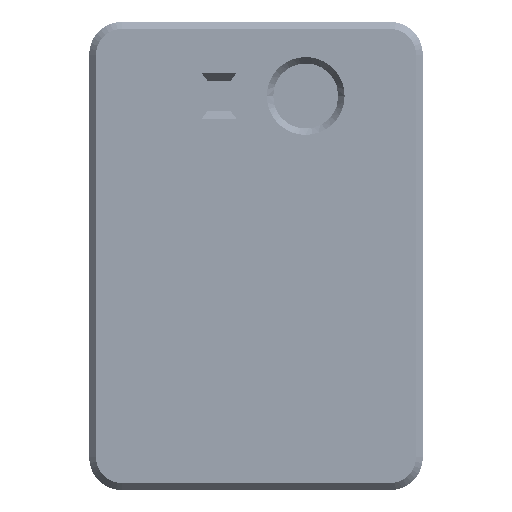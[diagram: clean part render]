
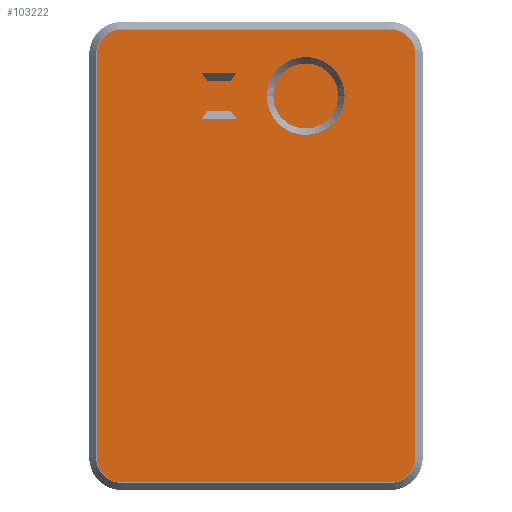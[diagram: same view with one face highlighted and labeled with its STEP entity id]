
A CAD part, top view. The second image highlights one B-rep face of the part: STEP entity #103222.
In plain terms, the highlighted planar face has unit normal (0, 0, 1).
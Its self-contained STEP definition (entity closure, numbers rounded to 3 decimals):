
#102298=CARTESIAN_POINT('',(14.,25.5,0.35));
#102299=DIRECTION('',(0.,0.,1.));
#102300=DIRECTION('',(1.,0.,0.));
#102301=AXIS2_PLACEMENT_3D('',#102298,#102299,#102300);
#102303=DIRECTION('',(0.,1.,0.));
#102304=VECTOR('',#102303,42.);
#102305=CARTESIAN_POINT('',(16.6,-16.5,0.35));
#102306=LINE('',#102305,#102304);
#102307=CARTESIAN_POINT('',(14.,-16.5,0.35));
#102308=DIRECTION('',(0.,0.,1.));
#102309=DIRECTION('',(0.,-1.,0.));
#102310=AXIS2_PLACEMENT_3D('',#102307,#102308,#102309);
#102312=DIRECTION('',(1.,0.,0.));
#102313=VECTOR('',#102312,28.);
#102314=CARTESIAN_POINT('',(-14.,-19.1,0.35));
#102315=LINE('',#102314,#102313);
#102316=CARTESIAN_POINT('',(-14.,-16.5,0.35));
#102317=DIRECTION('',(0.,0.,1.));
#102318=DIRECTION('',(-1.,0.,0.));
#102319=AXIS2_PLACEMENT_3D('',#102316,#102317,#102318);
#102321=DIRECTION('',(0.,-1.,0.));
#102322=VECTOR('',#102321,42.);
#102323=CARTESIAN_POINT('',(-16.6,25.5,0.35));
#102324=LINE('',#102323,#102322);
#102325=CARTESIAN_POINT('',(-14.,25.5,0.35));
#102326=DIRECTION('',(0.,0.,1.));
#102327=DIRECTION('',(0.,1.,0.));
#102328=AXIS2_PLACEMENT_3D('',#102325,#102326,#102327);
#102330=DIRECTION('',(-1.,0.,0.));
#102331=VECTOR('',#102330,28.);
#102332=CARTESIAN_POINT('',(14.,28.1,0.35));
#102333=LINE('',#102332,#102331);
#102695=CARTESIAN_POINT('',(16.6,25.5,0.35));
#102696=VERTEX_POINT('',#102695);
#102697=CARTESIAN_POINT('',(14.,28.1,0.35));
#102698=VERTEX_POINT('',#102697);
#102699=CARTESIAN_POINT('',(16.6,-16.5,0.35));
#102700=VERTEX_POINT('',#102699);
#102701=CARTESIAN_POINT('',(14.,-19.1,0.35));
#102702=VERTEX_POINT('',#102701);
#102703=CARTESIAN_POINT('',(-14.,-19.1,0.35));
#102704=VERTEX_POINT('',#102703);
#102705=CARTESIAN_POINT('',(-16.6,-16.5,0.35));
#102706=VERTEX_POINT('',#102705);
#102707=CARTESIAN_POINT('',(-16.6,25.5,0.35));
#102708=VERTEX_POINT('',#102707);
#102709=CARTESIAN_POINT('',(-14.,28.1,0.35));
#102710=VERTEX_POINT('',#102709);
#103207=CARTESIAN_POINT('',(0.,4.5,0.35));
#103208=DIRECTION('',(0.,0.,1.));
#103209=DIRECTION('',(1.,0.,0.));
#103210=AXIS2_PLACEMENT_3D('',#103207,#103208,#103209);
#103211=PLANE('',#103210);
#103212=ORIENTED_EDGE('',*,*,#103047,.F.);
#103213=ORIENTED_EDGE('',*,*,#103069,.F.);
#103214=ORIENTED_EDGE('',*,*,#103090,.F.);
#103215=ORIENTED_EDGE('',*,*,#103111,.F.);
#103216=ORIENTED_EDGE('',*,*,#103132,.F.);
#103217=ORIENTED_EDGE('',*,*,#103153,.F.);
#103218=ORIENTED_EDGE('',*,*,#103174,.F.);
#103219=ORIENTED_EDGE('',*,*,#103194,.F.);
#103220=EDGE_LOOP('',(#103212,#103213,#103214,#103215,#103216,#103217,#103218,
#103219));
#103221=FACE_OUTER_BOUND('',#103220,.F.);
#103222=ADVANCED_FACE('',(#103221),#103211,.T.);
#102302=CIRCLE('',#102301,2.6);
#102311=CIRCLE('',#102310,2.6);
#102320=CIRCLE('',#102319,2.6);
#102329=CIRCLE('',#102328,2.6);
#103047=EDGE_CURVE('',#102696,#102698,#102302,.T.);
#103069=EDGE_CURVE('',#102700,#102696,#102306,.T.);
#103090=EDGE_CURVE('',#102702,#102700,#102311,.T.);
#103111=EDGE_CURVE('',#102704,#102702,#102315,.T.);
#103132=EDGE_CURVE('',#102706,#102704,#102320,.T.);
#103153=EDGE_CURVE('',#102708,#102706,#102324,.T.);
#103174=EDGE_CURVE('',#102710,#102708,#102329,.T.);
#103194=EDGE_CURVE('',#102698,#102710,#102333,.T.);
